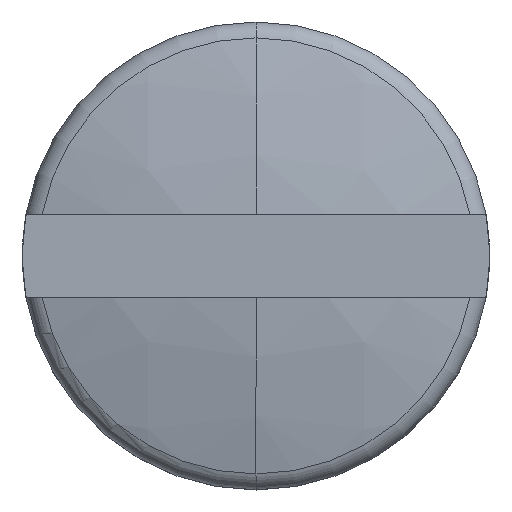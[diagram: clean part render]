
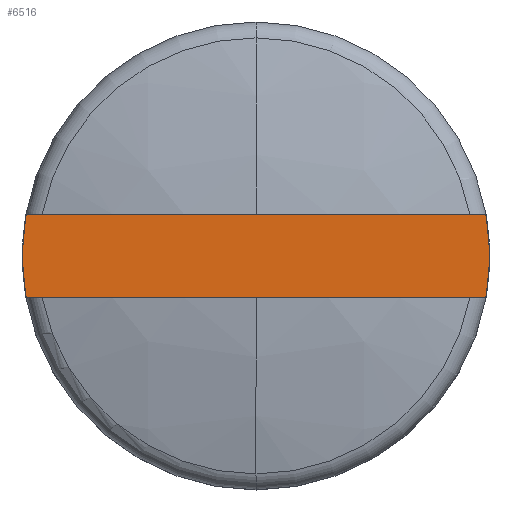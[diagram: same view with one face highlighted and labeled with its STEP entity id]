
A CAD part, top view. The second image highlights one B-rep face of the part: STEP entity #6516.
In plain terms, the highlighted planar face has unit normal (0, 0, 1).
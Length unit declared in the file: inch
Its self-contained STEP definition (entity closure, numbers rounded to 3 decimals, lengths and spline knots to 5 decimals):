
#378 = CARTESIAN_POINT ( 'NONE',  ( 0.10759, -0.0195, 0.671 ) ) ;
#415 = DIRECTION ( 'NONE',  ( -1., 0., 0. ) ) ;
#416 = DIRECTION ( 'NONE',  ( 0., 0., 1. ) ) ;
#417 = AXIS2_PLACEMENT_3D ( 'NONE', #424, #416, #415 ) ;
#418 = CIRCLE ( 'NONE', #417, 0.10934 ) ;
#424 = CARTESIAN_POINT ( 'NONE',  ( 0., 0., 0.671 ) ) ;
#427 = CARTESIAN_POINT ( 'NONE',  ( 0.10759, 0.0195, 0.671 ) ) ;
#3242 = DIRECTION ( 'NONE',  ( -1., 0., 0. ) ) ;
#3244 = DIRECTION ( 'NONE',  ( 0., 0., 1. ) ) ;
#3245 = CARTESIAN_POINT ( 'NONE',  ( 0., 0., 0.671 ) ) ;
#3246 = AXIS2_PLACEMENT_3D ( 'NONE', #3245, #3244, #3242 ) ;
#3247 = CIRCLE ( 'NONE', #3246, 0.10934 ) ;
#3248 = CARTESIAN_POINT ( 'NONE',  ( -0.10759, 0.0195, 0.671 ) ) ;
#3255 = CARTESIAN_POINT ( 'NONE',  ( -0.10759, -0.0195, 0.671 ) ) ;
#3270 = DIRECTION ( 'NONE',  ( 1., 0., 0. ) ) ;
#3271 = VECTOR ( 'NONE', #3270, 39.37008 ) ;
#3272 = CARTESIAN_POINT ( 'NONE',  ( -0.1095, 0.0195, 0.671 ) ) ;
#3273 = LINE ( 'NONE', #3272, #3271 ) ;
#3274 = DIRECTION ( 'NONE',  ( -1., 0., 0. ) ) ;
#3275 = DIRECTION ( 'NONE',  ( 0., 0., -1. ) ) ;
#3276 = CARTESIAN_POINT ( 'NONE',  ( 0.1095, -0.0195, 0.671 ) ) ;
#3277 = AXIS2_PLACEMENT_3D ( 'NONE', #3276, #3275, #3274 ) ;
#3278 = PLANE ( 'NONE',  #3277 ) ;
#3279 = FACE_OUTER_BOUND ( 'NONE', #6520, .T. ) ;
#3288 = DIRECTION ( 'NONE',  ( 1., 0., 0. ) ) ;
#3289 = VECTOR ( 'NONE', #3288, 39.37008 ) ;
#3290 = CARTESIAN_POINT ( 'NONE',  ( -0.1095, -0.0195, 0.671 ) ) ;
#3296 = LINE ( 'NONE', #3290, #3289 ) ;
#4258 = VERTEX_POINT ( 'NONE', #378 ) ;
#4582 = VERTEX_POINT ( 'NONE', #427 ) ;
#4588 = EDGE_CURVE ( 'NONE', #4258, #4582, #418, .T. ) ;
#6448 = VERTEX_POINT ( 'NONE', #3255 ) ;
#6459 = EDGE_CURVE ( 'NONE', #6460, #6448, #3247, .T. ) ;
#6460 = VERTEX_POINT ( 'NONE', #3248 ) ;
#6507 = EDGE_CURVE ( 'NONE', #6448, #4258, #3296, .T. ) ;
#6516 = ADVANCED_FACE ( 'NONE', ( #3279 ), #3278, .F. ) ;
#6520 = EDGE_LOOP ( 'NONE', ( #6523, #6528, #6530, #6536 ) ) ;
#6523 = ORIENTED_EDGE ( 'NONE', *, *, #4588, .T. ) ;
#6528 = ORIENTED_EDGE ( 'NONE', *, *, #6532, .F. ) ;
#6530 = ORIENTED_EDGE ( 'NONE', *, *, #6459, .T. ) ;
#6532 = EDGE_CURVE ( 'NONE', #6460, #4582, #3273, .T. ) ;
#6536 = ORIENTED_EDGE ( 'NONE', *, *, #6507, .T. ) ;
